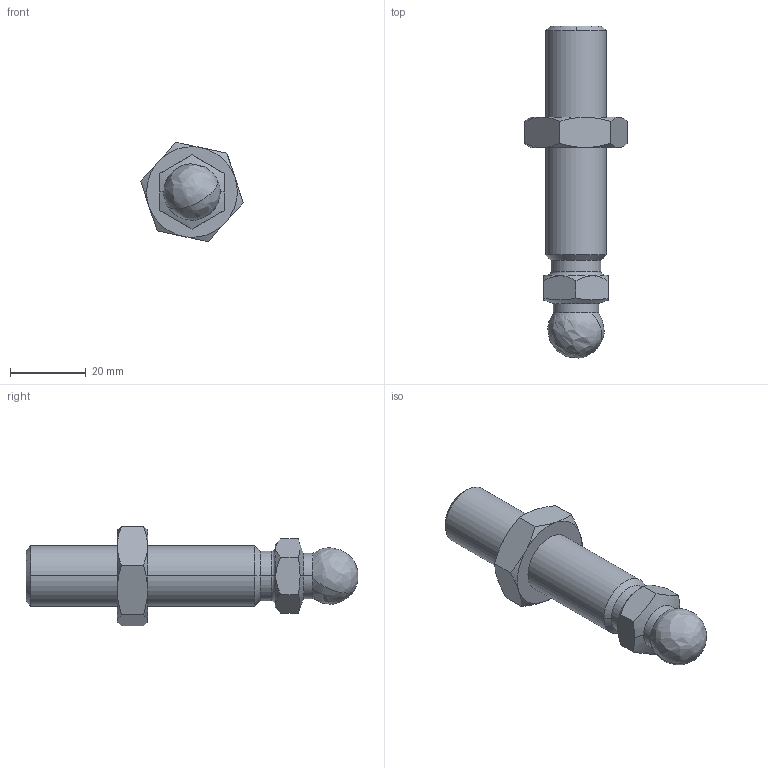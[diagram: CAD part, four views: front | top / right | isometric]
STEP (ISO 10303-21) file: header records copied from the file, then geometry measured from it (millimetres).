
FILE_DESCRIPTION (( 'STEP AP214' ), '1' );
FILE_NAME ('403537227.STEP', '2014-02-12T11:32:13', ( '' ), ( '' ), 'SwSTEP 2.0', 'SolidWorks 2014', '' );
FILE_SCHEMA (( 'AUTOMOTIVE_DESIGN' ));
Length unit declared in the file: millimetre
Products named in the file (1): 403537227
Bounding box: 27.11 x 87.92 x 26.35 mm (x, y, z)
Volume: 19285.6 mm3; surface area: 6341.8 mm2
Topology: 2 solids, 2 shells, 56 faces, 136 edges, 83 vertices
Faces by surface type: cone 26, plane 16, cylinder 10, bspline 4
Entity records: 2663 total; most frequent: CARTESIAN_POINT 758, ORIENTED_EDGE 268, DIRECTION 250, EDGE_CURVE 134, AXIS2_PLACEMENT_3D 107, VERTEX_POINT 83, UNCERTAINTY_MEASURE_WITH_UNIT 60, FILL_AREA_STYLE 59
